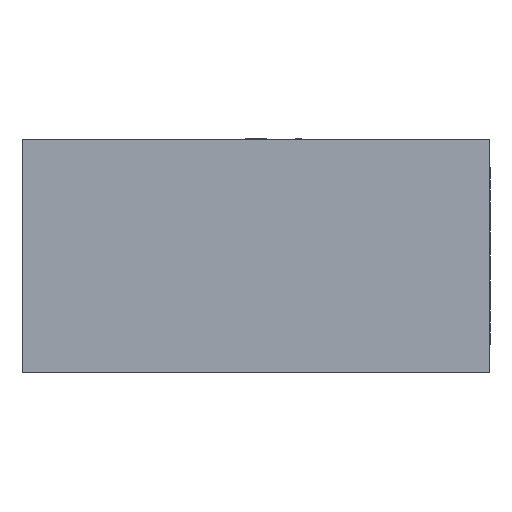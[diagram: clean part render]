
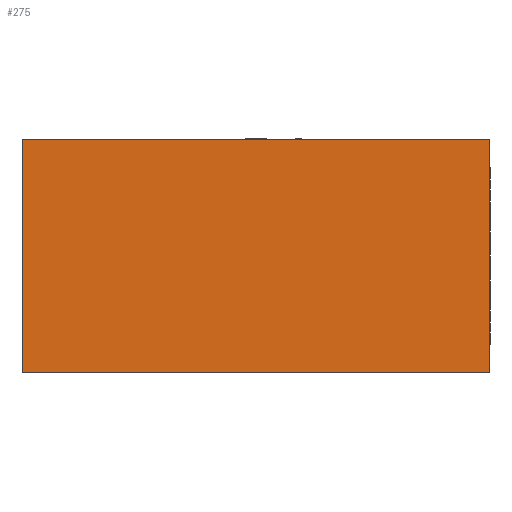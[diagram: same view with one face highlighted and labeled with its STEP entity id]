
A CAD part, front view. The second image highlights one B-rep face of the part: STEP entity #275.
In plain terms, the highlighted planar face has unit normal (0, -1, 0).
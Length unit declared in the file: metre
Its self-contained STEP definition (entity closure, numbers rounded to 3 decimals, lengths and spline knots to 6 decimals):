
#275 = ADVANCED_FACE( 'NONE', ( #713 ), #714, .F. );
#713 = FACE_OUTER_BOUND( '', #1355, .T. );
#714 = PLANE( '', #1356 );
#1355 = EDGE_LOOP( '', ( #2133, #2134, #2135, #2136 ) );
#1356 = AXIS2_PLACEMENT_3D( '', #2137, #2138, #2139 );
#2133 = ORIENTED_EDGE( '', *, *, #3725, .T. );
#2134 = ORIENTED_EDGE( '', *, *, #3726, .F. );
#2135 = ORIENTED_EDGE( '', *, *, #3727, .F. );
#2136 = ORIENTED_EDGE( '', *, *, #3728, .F. );
#2137 = CARTESIAN_POINT( '', ( -0.025, -0.015, 0.0125 ) );
#2138 = DIRECTION( '', ( 0., 1., 0. ) );
#2139 = DIRECTION( '', ( 1., 0., 0. ) );
#3725 = EDGE_CURVE( 'NONE', #4486, #4487, #4488, .T. );
#3726 = EDGE_CURVE( 'NONE', #4489, #4487, #4490, .T. );
#3727 = EDGE_CURVE( 'NONE', #4491, #4489, #4492, .T. );
#3728 = EDGE_CURVE( 'NONE', #4486, #4491, #4493, .T. );
#4486 = VERTEX_POINT( 'NONE', #5630 );
#4487 = VERTEX_POINT( 'NONE', #5631 );
#4488 = LINE( '', #5632, #5633 );
#4489 = VERTEX_POINT( 'NONE', #5634 );
#4490 = LINE( '', #5635, #5636 );
#4491 = VERTEX_POINT( 'NONE', #5637 );
#4492 = LINE( '', #5638, #5639 );
#4493 = LINE( '', #5640, #5641 );
#5630 = CARTESIAN_POINT( '', ( -0.025, -0.015, 0.0125 ) );
#5631 = CARTESIAN_POINT( '', ( -0.025, -0.015, -0.0125 ) );
#5632 = CARTESIAN_POINT( '', ( -0.025, -0.015, 0.0125 ) );
#5633 = VECTOR( '', #7451, 1. );
#5634 = CARTESIAN_POINT( '', ( 0.025, -0.015, -0.0125 ) );
#5635 = CARTESIAN_POINT( '', ( 0.025, -0.015, -0.0125 ) );
#5636 = VECTOR( '', #7452, 1. );
#5637 = CARTESIAN_POINT( '', ( 0.025, -0.015, 0.0125 ) );
#5638 = CARTESIAN_POINT( '', ( 0.025, -0.015, 0.0125 ) );
#5639 = VECTOR( '', #7453, 1. );
#5640 = CARTESIAN_POINT( '', ( -0.025, -0.015, 0.0125 ) );
#5641 = VECTOR( '', #7454, 1. );
#7451 = DIRECTION( '', ( 0., 0., -1. ) );
#7452 = DIRECTION( '', ( -1., 0., 0. ) );
#7453 = DIRECTION( '', ( 0., 0., -1. ) );
#7454 = DIRECTION( '', ( 1., 0., 0. ) );
